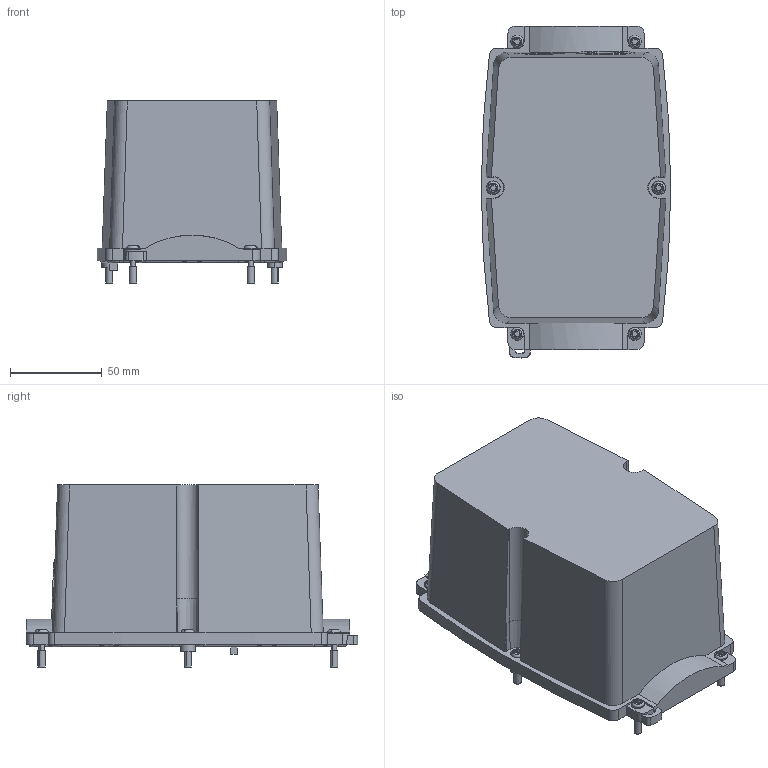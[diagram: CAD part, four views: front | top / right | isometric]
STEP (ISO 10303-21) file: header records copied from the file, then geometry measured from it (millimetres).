
FILE_DESCRIPTION(('CATIA V5 STEP Exchange','CAx-IF Rec.Pracs.--- Model Styling and Organization---1.5--- 2016-08-15','CAx-IF Rec.Pracs.---Supplemental Geometry---1.0---2011-11-01','CAx-IF Rec.Pracs.--- Composite Materials ---1.1---2010-07-15'),'2;1');
FILE_NAME ('010175-5_0', '2025-09-01T10:16:48+00:00', ('none'), ('Weidmueller'), 'CATIA Version 5-6 Release 2024 SP4', 'CATIA V5 STEP AP214 v3', 'none');
FILE_SCHEMA(('AUTOMOTIVE_DESIGN { 1 0 10303 214 1 1 1 1 }'));
Products named in the file (1): 1276220000
Bounding box: 103 x 180.56 x 99 mm (x, y, z)
Volume: 232822.8 mm3; surface area: 147432.8 mm2
Topology: 1 solids, 1 shells, 1524 faces, 4117 edges, 2550 vertices
Faces by surface type: plane 648, cylinder 505, torus 170, cone 112, bspline 67, sphere 18, extrusion 4
Entity records: 55354 total; most frequent: CARTESIAN_POINT 20279, ORIENTED_EDGE 8138, DIRECTION 5024, EDGE_CURVE 4069, VERTEX_POINT 2549, AXIS2_PLACEMENT_3D 2121, VECTOR 1866, LINE 1862
